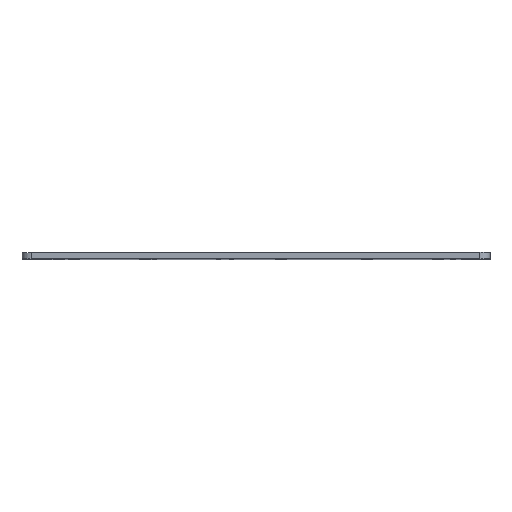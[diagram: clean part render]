
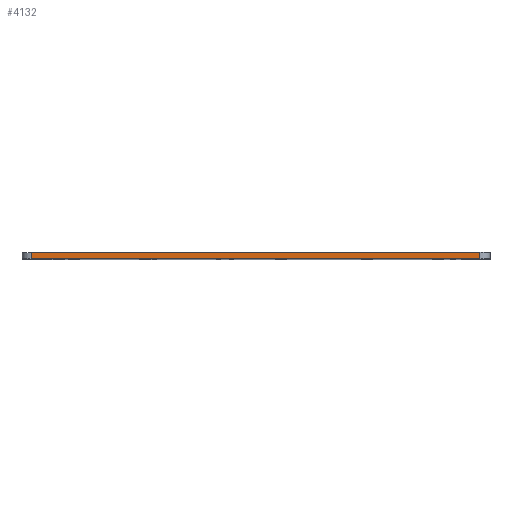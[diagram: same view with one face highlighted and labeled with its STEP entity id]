
A CAD part, top view. The second image highlights one B-rep face of the part: STEP entity #4132.
In plain terms, the highlighted planar face has unit normal (-0.052, 0, 0.999).
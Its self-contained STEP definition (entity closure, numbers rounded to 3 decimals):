
#45 = PLANE('',#46);
#46 = AXIS2_PLACEMENT_3D('',#47,#48,#49);
#47 = CARTESIAN_POINT('',(-9.65,11.895,-2.371
    ));
#48 = DIRECTION('',(0.,-1.,0.));
#49 = DIRECTION('',(0.,0.,-1.));
#106 = PLANE('',#107);
#107 = AXIS2_PLACEMENT_3D('',#108,#109,#110);
#108 = CARTESIAN_POINT('',(-9.65,9.395,-2.371
    ));
#109 = DIRECTION('',(0.,-1.,0.));
#110 = DIRECTION('',(0.,0.,-1.));
#233 = VERTEX_POINT('',#234);
#234 = CARTESIAN_POINT('',(81.14,11.895,
    102.366));
#253 = CYLINDRICAL_SURFACE('',#254,4.);
#254 = AXIS2_PLACEMENT_3D('',#255,#256,#257);
#255 = CARTESIAN_POINT('',(81.35,14.395,
    98.371));
#256 = DIRECTION('',(0.,-1.,0.));
#257 = DIRECTION('',(0.,0.,-1.));
#265 = EDGE_CURVE('',#266,#233,#268,.T.);
#266 = VERTEX_POINT('',#267);
#267 = CARTESIAN_POINT('',(-100.86,11.895,
    92.827));
#268 = SURFACE_CURVE('',#269,(#273,#280),.PCURVE_S1.);
#269 = LINE('',#270,#271);
#270 = CARTESIAN_POINT('',(85.35,11.895,
    102.586));
#271 = VECTOR('',#272,1.);
#272 = DIRECTION('',(0.999,0.,0.052));
#273 = PCURVE('',#45,#274);
#274 = DEFINITIONAL_REPRESENTATION('',(#275),#279);
#275 = LINE('',#276,#277);
#276 = CARTESIAN_POINT('',(-104.957,95.));
#277 = VECTOR('',#278,1.);
#278 = DIRECTION('',(-0.052,0.999));
#279 = ( GEOMETRIC_REPRESENTATION_CONTEXT(2) 
PARAMETRIC_REPRESENTATION_CONTEXT() REPRESENTATION_CONTEXT('2D SPACE',''
  ) );
#280 = PCURVE('',#281,#286);
#281 = PLANE('',#282);
#282 = AXIS2_PLACEMENT_3D('',#283,#284,#285);
#283 = CARTESIAN_POINT('',(-104.65,14.395,
    92.629));
#284 = DIRECTION('',(0.052,0.,-0.999));
#285 = DIRECTION('',(-0.999,0.,-0.052));
#286 = DEFINITIONAL_REPRESENTATION('',(#287),#291);
#287 = LINE('',#288,#289);
#288 = CARTESIAN_POINT('',(-190.261,-2.5));
#289 = VECTOR('',#290,1.);
#290 = DIRECTION('',(-1.,0.));
#291 = ( GEOMETRIC_REPRESENTATION_CONTEXT(2) 
PARAMETRIC_REPRESENTATION_CONTEXT() REPRESENTATION_CONTEXT('2D SPACE',''
  ) );
#314 = CYLINDRICAL_SURFACE('',#315,4.);
#315 = AXIS2_PLACEMENT_3D('',#316,#317,#318);
#316 = CARTESIAN_POINT('',(-100.65,14.395,
    88.833));
#317 = DIRECTION('',(0.,-1.,0.));
#318 = DIRECTION('',(0.,0.,-1.));
#1850 = VERTEX_POINT('',#1851);
#1851 = CARTESIAN_POINT('',(81.14,9.395,
    102.366));
#1873 = EDGE_CURVE('',#1850,#1874,#1876,.T.);
#1874 = VERTEX_POINT('',#1875);
#1875 = CARTESIAN_POINT('',(-100.86,9.395,
    92.827));
#1876 = SURFACE_CURVE('',#1877,(#1881,#1888),.PCURVE_S1.);
#1877 = LINE('',#1878,#1879);
#1878 = CARTESIAN_POINT('',(81.14,9.395,
    102.366));
#1879 = VECTOR('',#1880,1.);
#1880 = DIRECTION('',(-0.999,0.,-0.052));
#1881 = PCURVE('',#106,#1882);
#1882 = DEFINITIONAL_REPRESENTATION('',(#1883),#1887);
#1883 = LINE('',#1884,#1885);
#1884 = CARTESIAN_POINT('',(-104.737,90.791));
#1885 = VECTOR('',#1886,1.);
#1886 = DIRECTION('',(0.052,-0.999));
#1887 = ( GEOMETRIC_REPRESENTATION_CONTEXT(2) 
PARAMETRIC_REPRESENTATION_CONTEXT() REPRESENTATION_CONTEXT('2D SPACE',''
  ) );
#1888 = PCURVE('',#281,#1889);
#1889 = DEFINITIONAL_REPRESENTATION('',(#1890),#1894);
#1890 = LINE('',#1891,#1892);
#1891 = CARTESIAN_POINT('',(-186.046,-5.));
#1892 = VECTOR('',#1893,1.);
#1893 = DIRECTION('',(1.,0.));
#1894 = ( GEOMETRIC_REPRESENTATION_CONTEXT(2) 
PARAMETRIC_REPRESENTATION_CONTEXT() REPRESENTATION_CONTEXT('2D SPACE',''
  ) );
#3939 = EDGE_CURVE('',#266,#1874,#3940,.T.);
#3940 = SURFACE_CURVE('',#3941,(#3945,#3952),.PCURVE_S1.);
#3941 = LINE('',#3942,#3943);
#3942 = CARTESIAN_POINT('',(-100.86,14.395,
    92.827));
#3943 = VECTOR('',#3944,1.);
#3944 = DIRECTION('',(0.,-1.,0.));
#3945 = PCURVE('',#314,#3946);
#3946 = DEFINITIONAL_REPRESENTATION('',(#3947),#3951);
#3947 = LINE('',#3948,#3949);
#3948 = CARTESIAN_POINT('',(3.194,0.));
#3949 = VECTOR('',#3950,1.);
#3950 = DIRECTION('',(0.,1.));
#3951 = ( GEOMETRIC_REPRESENTATION_CONTEXT(2) 
PARAMETRIC_REPRESENTATION_CONTEXT() REPRESENTATION_CONTEXT('2D SPACE',''
  ) );
#3952 = PCURVE('',#281,#3953);
#3953 = DEFINITIONAL_REPRESENTATION('',(#3954),#3958);
#3954 = LINE('',#3955,#3956);
#3955 = CARTESIAN_POINT('',(-3.796,0.));
#3956 = VECTOR('',#3957,1.);
#3957 = DIRECTION('',(-0.,-1.));
#3958 = ( GEOMETRIC_REPRESENTATION_CONTEXT(2) 
PARAMETRIC_REPRESENTATION_CONTEXT() REPRESENTATION_CONTEXT('2D SPACE',''
  ) );
#4132 = ADVANCED_FACE('',(#4133),#281,.F.);
#4133 = FACE_BOUND('',#4134,.T.);
#4134 = EDGE_LOOP('',(#4135,#4156,#4157,#4158));
#4135 = ORIENTED_EDGE('',*,*,#4136,.T.);
#4136 = EDGE_CURVE('',#1850,#233,#4137,.T.);
#4137 = SURFACE_CURVE('',#4138,(#4142,#4149),.PCURVE_S1.);
#4138 = LINE('',#4139,#4140);
#4139 = CARTESIAN_POINT('',(81.14,14.395,
    102.366));
#4140 = VECTOR('',#4141,1.);
#4141 = DIRECTION('',(0.,1.,0.));
#4142 = PCURVE('',#281,#4143);
#4143 = DEFINITIONAL_REPRESENTATION('',(#4144),#4148);
#4144 = LINE('',#4145,#4146);
#4145 = CARTESIAN_POINT('',(-186.046,0.));
#4146 = VECTOR('',#4147,1.);
#4147 = DIRECTION('',(0.,1.));
#4148 = ( GEOMETRIC_REPRESENTATION_CONTEXT(2) 
PARAMETRIC_REPRESENTATION_CONTEXT() REPRESENTATION_CONTEXT('2D SPACE',''
  ) );
#4149 = PCURVE('',#253,#4150);
#4150 = DEFINITIONAL_REPRESENTATION('',(#4151),#4155);
#4151 = LINE('',#4152,#4153);
#4152 = CARTESIAN_POINT('',(3.194,0.));
#4153 = VECTOR('',#4154,1.);
#4154 = DIRECTION('',(0.,-1.));
#4155 = ( GEOMETRIC_REPRESENTATION_CONTEXT(2) 
PARAMETRIC_REPRESENTATION_CONTEXT() REPRESENTATION_CONTEXT('2D SPACE',''
  ) );
#4156 = ORIENTED_EDGE('',*,*,#265,.F.);
#4157 = ORIENTED_EDGE('',*,*,#3939,.T.);
#4158 = ORIENTED_EDGE('',*,*,#1873,.F.);
